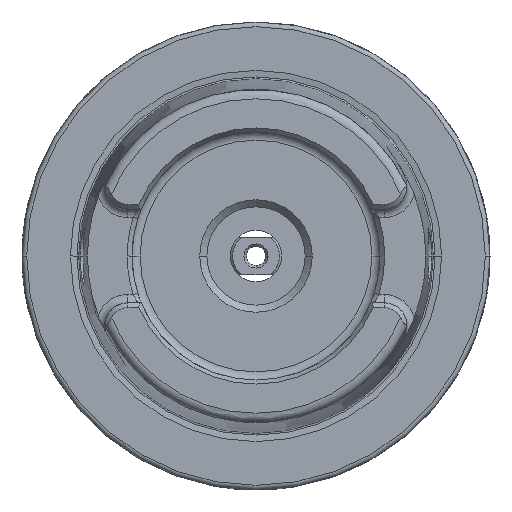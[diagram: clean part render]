
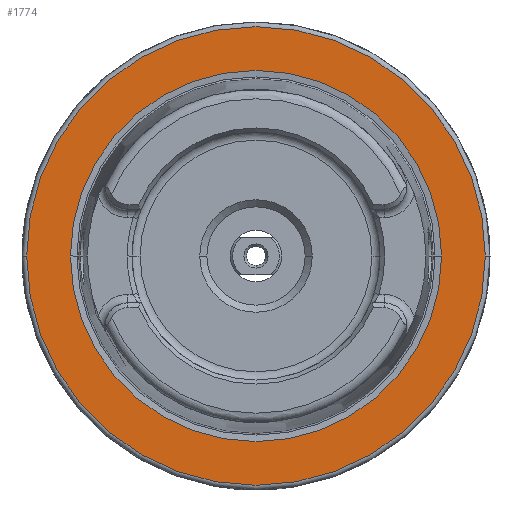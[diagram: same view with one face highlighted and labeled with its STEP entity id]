
A CAD part, left-side view. The second image highlights one B-rep face of the part: STEP entity #1774.
In plain terms, the highlighted planar face has unit normal (-1, 0, 0).
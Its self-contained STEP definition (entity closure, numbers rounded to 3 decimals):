
#149 = VERTEX_POINT ( 'NONE', #3404 ) ;
#210 = DIRECTION ( 'NONE',  ( -1., 0., 0. ) ) ;
#422 = ORIENTED_EDGE ( 'NONE', *, *, #801, .T. ) ;
#801 = EDGE_CURVE ( 'NONE', #3128, #2858, #6175, .T. ) ;
#1016 = CARTESIAN_POINT ( 'NONE',  ( 0.05, 0., -49. ) ) ;
#1774 = ADVANCED_FACE ( 'NONE', ( #7584, #11215 ), #2894, .T. ) ;
#2034 = AXIS2_PLACEMENT_3D ( 'NONE', #3772, #210, #4653 ) ;
#2164 = ORIENTED_EDGE ( 'NONE', *, *, #4697, .T. ) ;
#2297 = ORIENTED_EDGE ( 'NONE', *, *, #8229, .F. ) ;
#2360 = DIRECTION ( 'NONE',  ( 1., 0., 0. ) ) ;
#2760 = CARTESIAN_POINT ( 'NONE',  ( 0.05, 0., -39.647 ) ) ;
#2858 = VERTEX_POINT ( 'NONE', #2760 ) ;
#2894 = PLANE ( 'NONE',  #2034 ) ;
#3128 = VERTEX_POINT ( 'NONE', #4443 ) ;
#3206 = AXIS2_PLACEMENT_3D ( 'NONE', #5611, #3989, #7632 ) ;
#3404 = CARTESIAN_POINT ( 'NONE',  ( 0.05, 0., 49. ) ) ;
#3772 = CARTESIAN_POINT ( 'NONE',  ( 0.05, 39.647, 0. ) ) ;
#3989 = DIRECTION ( 'NONE',  ( 1., 0., 0. ) ) ;
#4166 = CARTESIAN_POINT ( 'NONE',  ( 0.05, 0., 0. ) ) ;
#4443 = CARTESIAN_POINT ( 'NONE',  ( 0.05, 0., 39.647 ) ) ;
#4653 = DIRECTION ( 'NONE',  ( 0., 0., 1. ) ) ;
#4697 = EDGE_CURVE ( 'NONE', #2858, #3128, #6762, .T. ) ;
#4767 = EDGE_CURVE ( 'NONE', #8378, #149, #6739, .T. ) ;
#4784 = DIRECTION ( 'NONE',  ( 1., 0., 0. ) ) ;
#5153 = CARTESIAN_POINT ( 'NONE',  ( 0.05, 0., 0. ) ) ;
#5414 = AXIS2_PLACEMENT_3D ( 'NONE', #5153, #10398, #8607 ) ;
#5611 = CARTESIAN_POINT ( 'NONE',  ( 0.05, 0., 0. ) ) ;
#5634 = EDGE_LOOP ( 'NONE', ( #7167, #2297 ) ) ;
#6175 = CIRCLE ( 'NONE', #9192, 39.647 ) ;
#6739 = CIRCLE ( 'NONE', #5414, 49. ) ;
#6762 = CIRCLE ( 'NONE', #9604, 39.647 ) ;
#7167 = ORIENTED_EDGE ( 'NONE', *, *, #4767, .F. ) ;
#7584 = FACE_BOUND ( 'NONE', #9119, .T. ) ;
#7632 = DIRECTION ( 'NONE',  ( 0., 0., -1. ) ) ;
#8229 = EDGE_CURVE ( 'NONE', #149, #8378, #8329, .T. ) ;
#8329 = CIRCLE ( 'NONE', #3206, 49. ) ;
#8378 = VERTEX_POINT ( 'NONE', #1016 ) ;
#8607 = DIRECTION ( 'NONE',  ( 0., 0., -1. ) ) ;
#9119 = EDGE_LOOP ( 'NONE', ( #422, #2164 ) ) ;
#9192 = AXIS2_PLACEMENT_3D ( 'NONE', #4166, #2360, #9598 ) ;
#9314 = CARTESIAN_POINT ( 'NONE',  ( 0.05, 0., 0. ) ) ;
#9598 = DIRECTION ( 'NONE',  ( 0., 0., -1. ) ) ;
#9604 = AXIS2_PLACEMENT_3D ( 'NONE', #9314, #4784, #11164 ) ;
#10398 = DIRECTION ( 'NONE',  ( 1., 0., 0. ) ) ;
#11164 = DIRECTION ( 'NONE',  ( 0., 0., -1. ) ) ;
#11215 = FACE_OUTER_BOUND ( 'NONE', #5634, .T. ) ;
